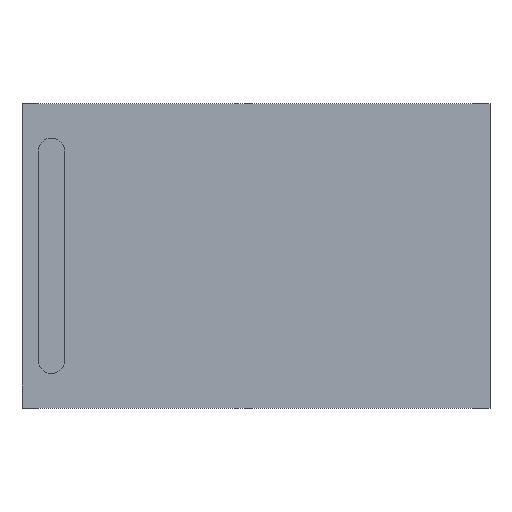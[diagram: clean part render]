
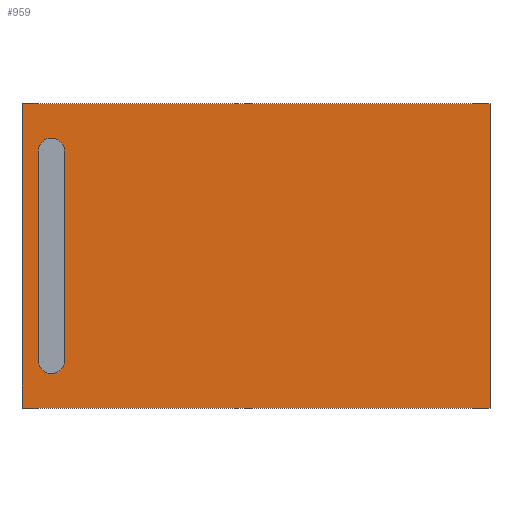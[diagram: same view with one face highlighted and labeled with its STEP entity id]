
A CAD part, top view. The second image highlights one B-rep face of the part: STEP entity #959.
In plain terms, the highlighted planar face has unit normal (0, 0, 1).
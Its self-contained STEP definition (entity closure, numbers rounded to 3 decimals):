
#615=CARTESIAN_POINT('',(-6.25,3.6,5.4));
#616=VERTEX_POINT('',#615);
#632=CARTESIAN_POINT('',(-5.85,3.2,5.4));
#633=VERTEX_POINT('',#632);
#640=CARTESIAN_POINT('',(-6.25,3.2,5.4));
#641=DIRECTION('',(0.0,0.0,-1.0));
#642=DIRECTION('',(0.0,1.0,0.0));
#643=AXIS2_PLACEMENT_3D('',#640,#641,#642);
#644=CIRCLE('',#643,0.4);
#645=EDGE_CURVE('',#616,#633,#644,.T.);
#657=CARTESIAN_POINT('',(-6.25,-3.6,5.4));
#658=VERTEX_POINT('',#657);
#674=CARTESIAN_POINT('',(-6.65,-3.2,5.4));
#675=VERTEX_POINT('',#674);
#682=CARTESIAN_POINT('',(-6.25,-3.2,5.4));
#683=DIRECTION('',(0.0,0.0,-1.0));
#684=DIRECTION('',(0.0,-1.0,0.0));
#685=AXIS2_PLACEMENT_3D('',#682,#683,#684);
#686=CIRCLE('',#685,0.4);
#687=EDGE_CURVE('',#658,#675,#686,.T.);
#698=CARTESIAN_POINT('',(-5.85,-3.2,5.4));
#699=VERTEX_POINT('',#698);
#700=CARTESIAN_POINT('',(-6.25,-3.2,5.4));
#701=DIRECTION('',(0.0,0.0,-1.0));
#702=DIRECTION('',(0.0,-1.0,0.0));
#703=AXIS2_PLACEMENT_3D('',#700,#701,#702);
#704=CIRCLE('',#703,0.4);
#705=EDGE_CURVE('',#699,#658,#704,.T.);
#737=CARTESIAN_POINT('',(-5.85,3.2,5.4));
#738=DIRECTION('',(0.0,-1.0,0.0));
#739=VECTOR('',#738,6.4);
#740=LINE('',#737,#739);
#741=EDGE_CURVE('',#633,#699,#740,.T.);
#753=CARTESIAN_POINT('',(-6.65,3.2,5.4));
#754=VERTEX_POINT('',#753);
#755=CARTESIAN_POINT('',(-6.25,3.2,5.4));
#756=DIRECTION('',(0.0,0.0,-1.0));
#757=DIRECTION('',(0.0,1.0,0.0));
#758=AXIS2_PLACEMENT_3D('',#755,#756,#757);
#759=CIRCLE('',#758,0.4);
#760=EDGE_CURVE('',#754,#616,#759,.T.);
#792=CARTESIAN_POINT('',(-6.65,-3.2,5.4));
#793=DIRECTION('',(0.0,1.0,0.0));
#794=VECTOR('',#793,6.4);
#795=LINE('',#792,#794);
#796=EDGE_CURVE('',#675,#754,#795,.T.);
#821=CARTESIAN_POINT('',(7.15,4.65,5.4));
#822=VERTEX_POINT('',#821);
#823=CARTESIAN_POINT('',(7.15,-4.65,5.4));
#824=VERTEX_POINT('',#823);
#825=CARTESIAN_POINT('',(7.15,4.65,5.4));
#826=DIRECTION('',(0.0,-1.0,0.0));
#827=VECTOR('',#826,9.3);
#828=LINE('',#825,#827);
#829=EDGE_CURVE('',#822,#824,#828,.T.);
#861=CARTESIAN_POINT('',(-7.15,-4.65,5.4));
#862=VERTEX_POINT('',#861);
#863=CARTESIAN_POINT('',(7.15,-4.65,5.4));
#864=DIRECTION('',(-1.0,0.0,0.0));
#865=VECTOR('',#864,14.3);
#866=LINE('',#863,#865);
#867=EDGE_CURVE('',#824,#862,#866,.T.);
#892=CARTESIAN_POINT('',(-7.15,4.65,5.4));
#893=VERTEX_POINT('',#892);
#894=CARTESIAN_POINT('',(-7.15,-4.65,5.4));
#895=DIRECTION('',(0.0,1.0,0.0));
#896=VECTOR('',#895,9.3);
#897=LINE('',#894,#896);
#898=EDGE_CURVE('',#862,#893,#897,.T.);
#923=CARTESIAN_POINT('',(-7.15,4.65,5.4));
#924=DIRECTION('',(1.0,0.0,0.0));
#925=VECTOR('',#924,14.3);
#926=LINE('',#923,#925);
#927=EDGE_CURVE('',#893,#822,#926,.T.);
#940=CARTESIAN_POINT('',(0.,0.,5.4));
#941=DIRECTION('',(0.0,0.0,1.0));
#942=DIRECTION('',(1.0,0.0,0.0));
#943=AXIS2_PLACEMENT_3D('',#940,#941,#942);
#944=PLANE('',#943);
#945=ORIENTED_EDGE('',*,*,#829,.F.);
#946=ORIENTED_EDGE('',*,*,#927,.F.);
#947=ORIENTED_EDGE('',*,*,#898,.F.);
#948=ORIENTED_EDGE('',*,*,#867,.F.);
#949=EDGE_LOOP('',(#945,#946,#947,#948));
#950=FACE_OUTER_BOUND('',#949,.T.);
#951=ORIENTED_EDGE('',*,*,#705,.T.);
#952=ORIENTED_EDGE('',*,*,#687,.T.);
#953=ORIENTED_EDGE('',*,*,#796,.T.);
#954=ORIENTED_EDGE('',*,*,#760,.T.);
#955=ORIENTED_EDGE('',*,*,#645,.T.);
#956=ORIENTED_EDGE('',*,*,#741,.T.);
#957=EDGE_LOOP('',(#951,#952,#953,#954,#955,#956));
#958=FACE_BOUND('',#957,.T.);
#959=ADVANCED_FACE('',(#950,#958),#944,.T.);
